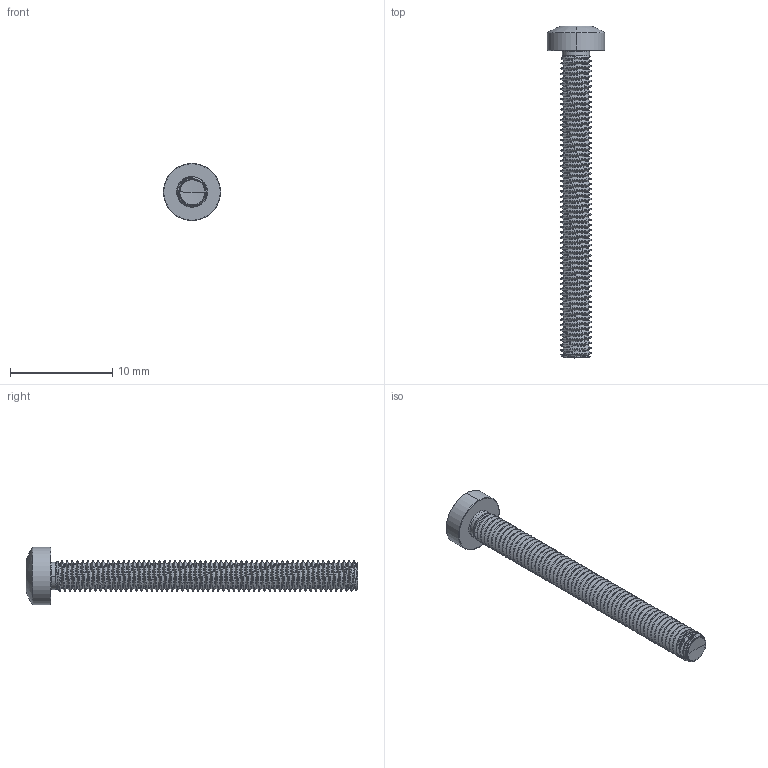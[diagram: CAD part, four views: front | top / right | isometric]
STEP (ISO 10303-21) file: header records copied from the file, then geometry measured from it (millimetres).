
FILE_DESCRIPTION (( 'STEP AP203' ), '1' );
FILE_NAME ('STM390300300.STEP', '2020-12-23T15:05:39', ( '' ), ( '' ), 'SwSTEP 2.0', 'SolidWorks 2015', '' );
FILE_SCHEMA (( 'CONFIG_CONTROL_DESIGN' ));
Length unit declared in the file: millimetre
Products named in the file (2): STM390300300
Bounding box: 5.6 x 32.4 x 5.6 mm (x, y, z)
Volume: 216.7 mm3; surface area: 514.7 mm2
Topology: 1 solids, 1 shells, 189 faces, 527 edges, 340 vertices
Faces by surface type: cylinder 139, bspline 18, torus 13, cone 12, sphere 4, plane 3
Entity records: 31562 total; most frequent: CARTESIAN_POINT 27448, ORIENTED_EDGE 1050, DIRECTION 622, EDGE_CURVE 525, VERTEX_POINT 340, AXIS2_PLACEMENT_3D 237, EDGE_LOOP 191, ADVANCED_FACE 189
